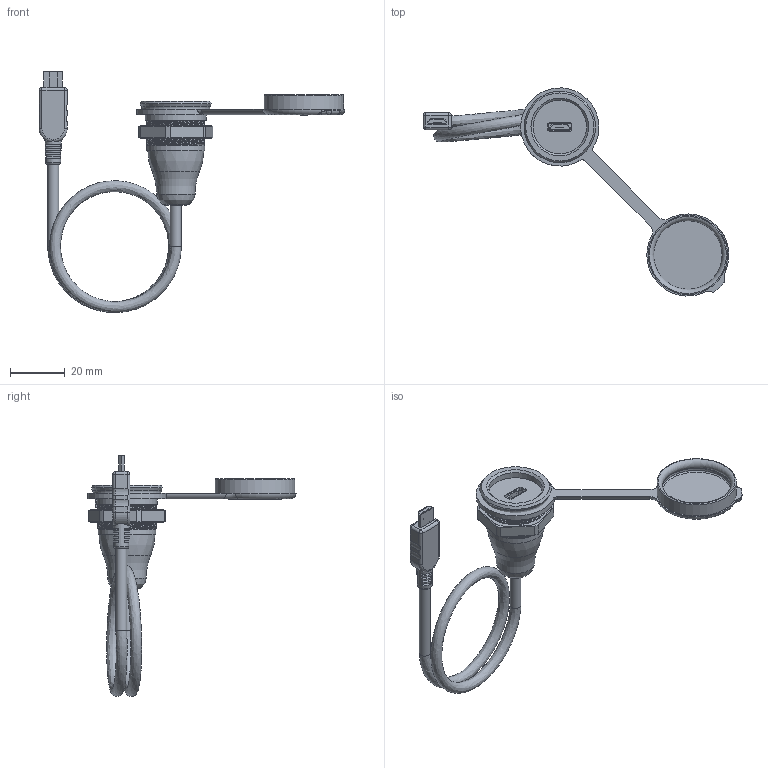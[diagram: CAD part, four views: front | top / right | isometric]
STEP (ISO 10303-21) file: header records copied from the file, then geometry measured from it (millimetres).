
FILE_DESCRIPTION(('FreeCAD Model'),'2;1');
FILE_NAME('1310-1023-xx.stp','2021-01-27T09:29:23',('Author') ,(''),'Open CASCADE STEP processor 7.3','FreeCAD','Unknown');
FILE_SCHEMA(('AUTOMOTIVE_DESIGN { 1 0 10303 214 1 1 1 1 }'));
Length unit declared in the file: millimetre
Products named in the file (12): 1310-1023; ST0051; DF_ST0052; Anspritzung; FCr_Kabeldose-01; Mikro_USB_Platine; Mikro_USB_Buchse; Platine_20x12; Micro_Stecker; Anspritzung_Micro_USB; Micro_Stecker_vorne; M22_Mutter
Assembly tree (11 placements, depth 3):
  1310-1023
    ST0051
  DF_ST0052
    Anspritzung
  FCr_Kabeldose-01
    Mikro_USB_Platine
      Mikro_USB_Buchse
      Platine_20x12
    Micro_Stecker
      Anspritzung_Micro_USB
      Micro_Stecker_vorne
    M22_Mutter
Bounding box: 111.34 x 75.77 x 87.8 mm (x, y, z)
Volume: 17389.5 mm3; surface area: 14669.1 mm2
Topology: 9 solids, 9 shells, 568 faces, 1489 edges, 966 vertices
Faces by surface type: plane 316, cylinder 124, bspline 77, cone 26, torus 21, sphere 4
Full cylindrical faces by diameter (mm): 0.615 x1, 0.801 x1, 1 x6, 4 x2, 17.5 x1, 19.5 x1, 21 x1, 21.7 x3, 26 x1, 27 x1, 28.9 x1
Entity records: 63940 total; most frequent: CARTESIAN_POINT 32270, DIRECTION 4606, ORIENTED_EDGE 2974, PCURVE 2974, DEFINITIONAL_REPRESENTATION 2974, LINE 2882, VECTOR 2882, EDGE_CURVE 1487
